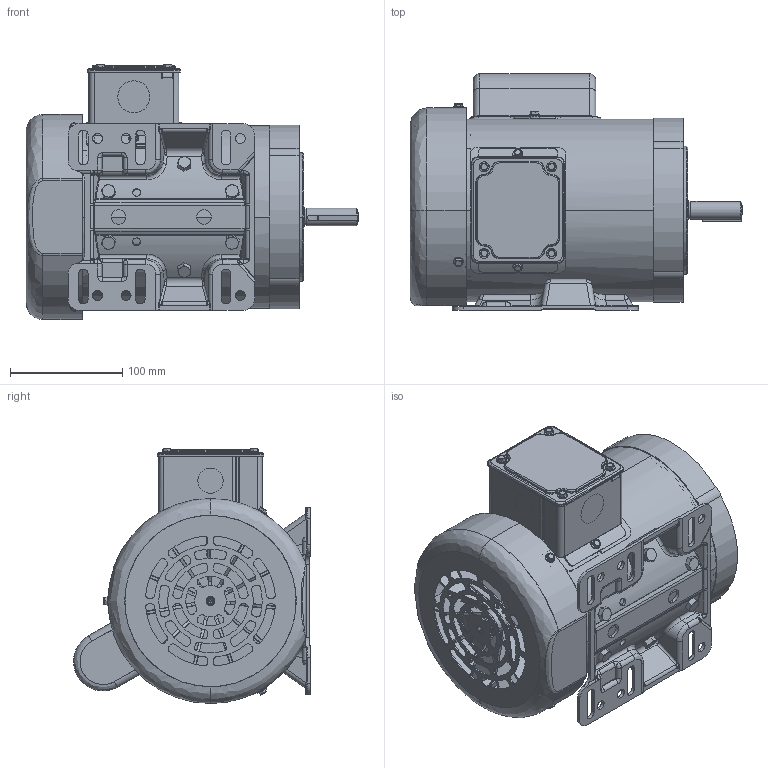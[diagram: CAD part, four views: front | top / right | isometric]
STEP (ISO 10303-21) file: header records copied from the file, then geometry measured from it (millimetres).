
FILE_DESCRIPTION (( 'STEP AP214' ), '1' );
FILE_NAME ('MTR2-P50-1AB18.STEP', '2017-08-16T17:26:40', ( '' ), ( '' ), 'SwSTEP 2.0', 'SolidWorks 2016', '' );
FILE_SCHEMA (( 'AUTOMOTIVE_DESIGN' ));
Length unit declared in the file: inch
Products named in the file (1): MTR2-P50-1AB18
Bounding box: 295.5 x 210.74 x 227.03 mm (x, y, z)
Volume: 756725.4 mm3; surface area: 673981 mm2
Topology: 40 solids, 40 shells, 2933 faces, 7603 edges, 4672 vertices
Faces by surface type: cylinder 938, bspline 913, plane 827, cone 255
Entity records: 129641 total; most frequent: CARTESIAN_POINT 64421, ORIENTED_EDGE 14924, DIRECTION 11611, EDGE_CURVE 7462, VERTEX_POINT 4672, AXIS2_PLACEMENT_3D 4460, EDGE_LOOP 3216, FACE_OUTER_BOUND 2933
